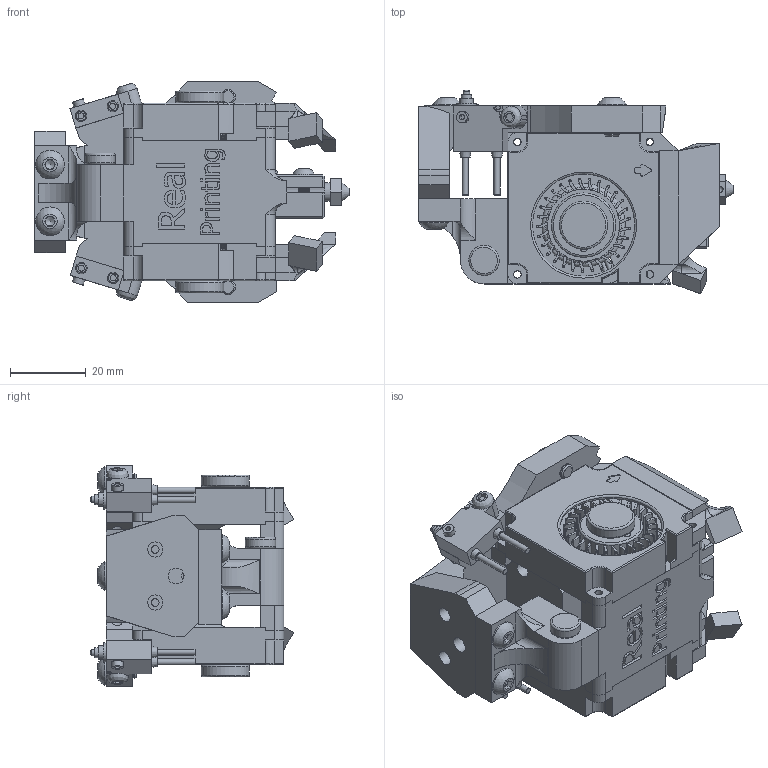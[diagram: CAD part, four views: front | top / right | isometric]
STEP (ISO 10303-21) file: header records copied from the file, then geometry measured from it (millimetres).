
FILE_DESCRIPTION(/* description */ (''),/* implementation_level */ '2;1');
FILE_NAME(/* name */ 'AquaPrinthead.stp',/* time_stamp */ '2022-03-14T12:27:09-04:00',/* author */ ('alexr'),/* organization */ (''),/* preprocessor_version */ 'ST-DEVELOPER v18.1',/* originating_system */ 'Autodesk Inventor 2022',/* authorisation */ '');
FILE_SCHEMA (('AUTOMOTIVE_DESIGN { 1 0 10303 214 3 1 1 }'));
Products named in the file (23): AquaPrinthead; ToolplateAqua  V2; Waterblock; Volcano hotend - Assemble (1); Volcano hotend v2; Nozzle 0.8mm; Throat with teflon tube; Teflon tube 1.75mm; Part9; Hardware; M3x0.5x10 - Button Head Hex Drive Screw; M3x0.5x3 - Flat-Tip Set Screw; 4010 turbo fan v3; Part871; 4010 turbo fan v3_MIR; 4010 part cooling duct_MIR2; Partcooling_Brace; v6_Clamp aqua V2; D2HW_C202M; 8x3 magnet; Screw M4 x 0.7 x 8_Hex Socket Pan Head; hex_socket_button_head_M3x10; half by eigth SmCo
Assembly tree (30 placements, depth 4):
  AquaPrinthead
    ToolplateAqua  V2
    Waterblock
    Volcano hotend - Assemble (1)
      Volcano hotend v2
      Nozzle 0.8mm
      Throat with teflon tube
        Teflon tube 1.75mm
        Part9
      Hardware
        M3x0.5x10 - Button Head Hex Drive Screw  x2
        M3x0.5x3 - Flat-Tip Set Screw
    4010 turbo fan v3
    Part871
    4010 turbo fan v3_MIR
    4010 part cooling duct_MIR2
    Partcooling_Brace
    v6_Clamp aqua V2
    D2HW_C202M  x2
    Screw M4 x 0.7 x 8_Hex Socket Pan Head  x5
    8x3 magnet
    hex_socket_button_head_M3x10  x2
    half by eigth SmCo  x2
Bounding box: 83 x 53.78 x 58.23 mm (x, y, z)
Volume: 69999.7 mm3; surface area: 58138.2 mm2
Topology: 31 solids, 31 shells, 2174 faces, 5769 edges, 3760 vertices
Faces by surface type: plane 945, cylinder 806, cone 160, torus 145, bspline 106, sphere 12
Full cylindrical faces by diameter (mm): 0.7 x4, 0.8 x1, 1.4 x4, 1.6 x4, 1.7 x2, 1.75 x1, 1.8 x4, 2 x17, 2.35 x45, 2.5 x2, 2.529 x3, 2.65 x2, 2.8 x3, 3 x58, 3.1 x1, 3.2 x1, 3.4 x2, 3.5 x3, 3.6 x4, 4 x57, 4.2 x3, 5 x1, 5.035 x1, 5.1 x2, 5.2 x2, 5.5 x1, 5.7 x2, 5.884 x2, 7 x2, 7.6 x5
Entity records: 68452 total; most frequent: CARTESIAN_POINT 21268, ORIENTED_EDGE 9806, DIRECTION 9350, EDGE_CURVE 4903, AXIS2_PLACEMENT_3D 3428, VERTEX_POINT 3209, LINE 2494, VECTOR 2494
